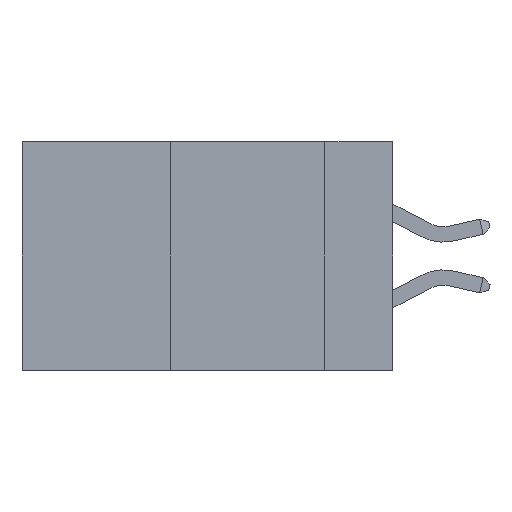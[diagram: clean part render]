
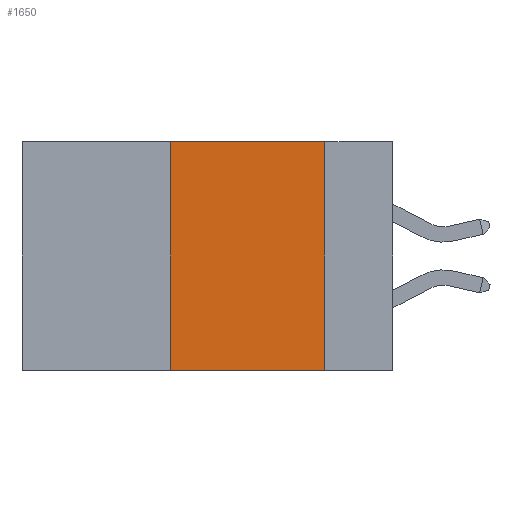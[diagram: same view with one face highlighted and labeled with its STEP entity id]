
A CAD part, left-side view. The second image highlights one B-rep face of the part: STEP entity #1650.
In plain terms, the highlighted planar face has unit normal (-1, 0, 0).
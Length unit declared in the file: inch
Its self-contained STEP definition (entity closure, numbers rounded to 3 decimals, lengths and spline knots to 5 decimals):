
#33 = CARTESIAN_POINT ( 'NONE',  ( 0., 0.11, -0.37 ) ) ;
#990 = CARTESIAN_POINT ( 'NONE',  ( 0., 0.11, 0. ) ) ;
#1287 = VERTEX_POINT ( 'NONE', #990 ) ;
#1650 = ADVANCED_FACE ( 'NONE', ( #6515 ), #4504, .F. ) ;
#2388 = CARTESIAN_POINT ( 'NONE',  ( 0., 0.6, 0. ) ) ;
#2582 = EDGE_CURVE ( 'NONE', #4778, #1287, #19219, .T. ) ;
#2706 = CARTESIAN_POINT ( 'NONE',  ( 0., 0.36, 0. ) ) ;
#2927 = ORIENTED_EDGE ( 'NONE', *, *, #2582, .F. ) ;
#4269 = CARTESIAN_POINT ( 'NONE',  ( 0., 0.6, -0.37 ) ) ;
#4504 = PLANE ( 'NONE',  #4921 ) ;
#4709 = DIRECTION ( 'NONE',  ( 0., 0., 1. ) ) ;
#4778 = VERTEX_POINT ( 'NONE', #20922 ) ;
#4921 = AXIS2_PLACEMENT_3D ( 'NONE', #2388, #6362, #19080 ) ;
#5365 = ORIENTED_EDGE ( 'NONE', *, *, #18814, .T. ) ;
#5734 = CARTESIAN_POINT ( 'NONE',  ( 0., 0.36, -0.37 ) ) ;
#5900 = EDGE_CURVE ( 'NONE', #1287, #19924, #8286, .T. ) ;
#6159 = DIRECTION ( 'NONE',  ( 0., -1., 0. ) ) ;
#6362 = DIRECTION ( 'NONE',  ( 1., 0., 0. ) ) ;
#6515 = FACE_OUTER_BOUND ( 'NONE', #9223, .T. ) ;
#8286 = LINE ( 'NONE', #21990, #12574 ) ;
#9223 = EDGE_LOOP ( 'NONE', ( #13946, #2927, #22688, #5365 ) ) ;
#10758 = VECTOR ( 'NONE', #18858, 39.37008 ) ;
#11350 = LINE ( 'NONE', #4269, #10758 ) ;
#11651 = CARTESIAN_POINT ( 'NONE',  ( 0., 0.6, 0. ) ) ;
#12315 = EDGE_CURVE ( 'NONE', #21848, #4778, #22625, .T. ) ;
#12574 = VECTOR ( 'NONE', #13035, 39.37008 ) ;
#13035 = DIRECTION ( 'NONE',  ( 0., 0., -1. ) ) ;
#13946 = ORIENTED_EDGE ( 'NONE', *, *, #5900, .F. ) ;
#14417 = VECTOR ( 'NONE', #6159, 39.37008 ) ;
#17278 = VECTOR ( 'NONE', #4709, 39.37008 ) ;
#18814 = EDGE_CURVE ( 'NONE', #21848, #19924, #11350, .T. ) ;
#18858 = DIRECTION ( 'NONE',  ( 0., -1., 0. ) ) ;
#19080 = DIRECTION ( 'NONE',  ( 0., 0., -1. ) ) ;
#19219 = LINE ( 'NONE', #11651, #14417 ) ;
#19924 = VERTEX_POINT ( 'NONE', #33 ) ;
#20922 = CARTESIAN_POINT ( 'NONE',  ( 0., 0.36, 0. ) ) ;
#21848 = VERTEX_POINT ( 'NONE', #5734 ) ;
#21990 = CARTESIAN_POINT ( 'NONE',  ( 0., 0.11, 0. ) ) ;
#22625 = LINE ( 'NONE', #2706, #17278 ) ;
#22688 = ORIENTED_EDGE ( 'NONE', *, *, #12315, .F. ) ;
